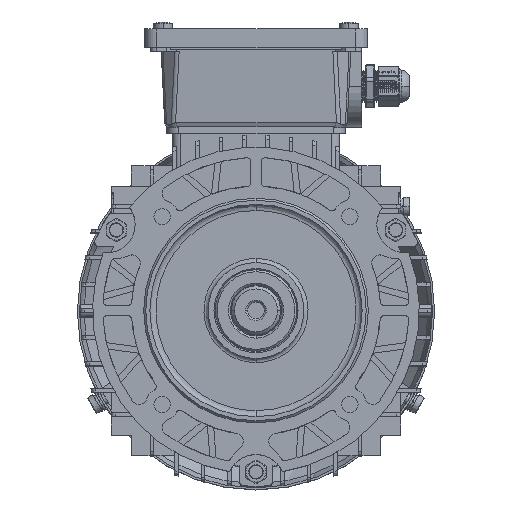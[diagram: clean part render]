
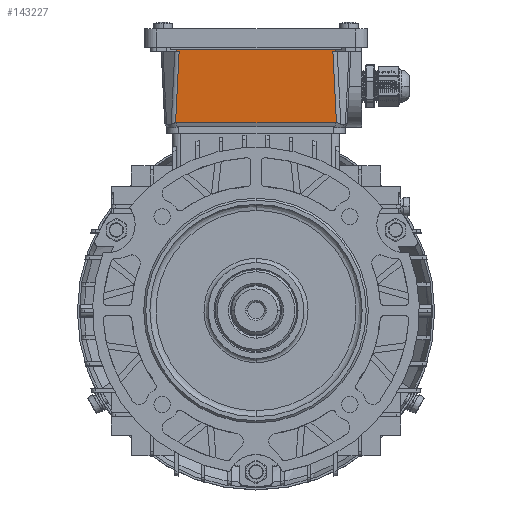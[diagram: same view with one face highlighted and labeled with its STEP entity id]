
A CAD part, top view. The second image highlights one B-rep face of the part: STEP entity #143227.
In plain terms, the highlighted planar face has unit normal (0, -0.05, 0.999).
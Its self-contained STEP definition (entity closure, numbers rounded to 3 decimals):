
#6751 = EDGE_CURVE ( 'NONE', #124674, #318732, #50788, .T. ) ;
#20035 = LINE ( 'NONE', #79410, #257367 ) ;
#23016 = ORIENTED_EDGE ( 'NONE', *, *, #159084, .T. ) ;
#23453 = VERTEX_POINT ( 'NONE', #261348 ) ;
#23578 = EDGE_CURVE ( 'NONE', #205134, #100584, #217935, .T. ) ;
#28001 = CARTESIAN_POINT ( 'NONE',  ( -40.521, 112.913, 126.893 ) ) ;
#28354 = ORIENTED_EDGE ( 'NONE', *, *, #256858, .T. ) ;
#38301 = ORIENTED_EDGE ( 'NONE', *, *, #126281, .T. ) ;
#44749 = CARTESIAN_POINT ( 'NONE',  ( -42.271, 147.911, 128.642 ) ) ;
#48091 = CARTESIAN_POINT ( 'NONE',  ( -14.667, 112.911, 126.892 ) ) ;
#49308 = CARTESIAN_POINT ( 'NONE',  ( -40.521, 112.913, 126.893 ) ) ;
#50788 =( BOUNDED_CURVE ( )  B_SPLINE_CURVE ( 3, ( #202921, #307389, #280457, #153409 ),
 .UNSPECIFIED., .F., .F. ) 
 B_SPLINE_CURVE_WITH_KNOTS ( ( 4, 4 ),
 ( 6.103, 6.12 ),
 .UNSPECIFIED. ) 
 CURVE ( )  GEOMETRIC_REPRESENTATION_ITEM ( )  RATIONAL_B_SPLINE_CURVE ( ( 1., 1., 1., 1. ) ) 
 REPRESENTATION_ITEM ( '' )  );
#52616 = CARTESIAN_POINT ( 'NONE',  ( -40.558, 112.911, 126.892 ) ) ;
#55675 = CARTESIAN_POINT ( 'NONE',  ( -14.667, 147.911, 128.642 ) ) ;
#58597 = CARTESIAN_POINT ( 'NONE',  ( -119.313, 112.913, 126.893 ) ) ;
#61476 = EDGE_CURVE ( 'NONE', #274907, #23453, #198990, .T. ) ;
#65304 = ORIENTED_EDGE ( 'NONE', *, *, #61476, .T. ) ;
#70204 = LINE ( 'NONE', #308760, #223063 ) ;
#71277 = EDGE_CURVE ( 'NONE', #162112, #142626, #20035, .T. ) ;
#75779 = CARTESIAN_POINT ( 'NONE',  ( -115.121, 221.665, 132.33 ) ) ;
#77797 = FACE_OUTER_BOUND ( 'NONE', #142076, .T. ) ;
#79410 = CARTESIAN_POINT ( 'NONE',  ( -14.667, 147.911, 128.642 ) ) ;
#88535 = ORIENTED_EDGE ( 'NONE', *, *, #279575, .F. ) ;
#96563 = ORIENTED_EDGE ( 'NONE', *, *, #23578, .T. ) ;
#97459 = DIRECTION ( 'NONE',  ( -1., 0., 0. ) ) ;
#100584 = VERTEX_POINT ( 'NONE', #214337 ) ;
#101412 = AXIS2_PLACEMENT_3D ( 'NONE', #126451, #226594, #252426 ) ;
#102670 = CARTESIAN_POINT ( 'NONE',  ( -14.667, 148.888, 128.691 ) ) ;
#110296 = CARTESIAN_POINT ( 'NONE',  ( -44.388, 215.172, 132.005 ) ) ;
#124674 = VERTEX_POINT ( 'NONE', #58597 ) ;
#125656 = CARTESIAN_POINT ( 'NONE',  ( -40.595, 112.911, 126.892 ) ) ;
#126281 = EDGE_CURVE ( 'NONE', #296009, #194189, #298588, .T. ) ;
#126451 = CARTESIAN_POINT ( 'NONE',  ( -14.667, 216.655, 132.08 ) ) ;
#128521 = DIRECTION ( 'NONE',  ( 0.05, 0.998, 0.05 ) ) ;
#129520 = VECTOR ( 'NONE', #163438, 1000. ) ;
#133334 = LINE ( 'NONE', #110296, #286241 ) ;
#135051 = CARTESIAN_POINT ( 'NONE',  ( -119.302, 113.128, 126.903 ) ) ;
#142076 = EDGE_LOOP ( 'NONE', ( #88535, #96563, #242112, #294023, #240794, #38301, #28354, #188004, #23016, #65304 ) ) ;
#142626 = VERTEX_POINT ( 'NONE', #238105 ) ;
#143227 = ADVANCED_FACE ( 'NONE', ( #77797 ), #277202, .F. ) ;
#146206 = VECTOR ( 'NONE', #97459, 1000. ) ;
#153409 = CARTESIAN_POINT ( 'NONE',  ( -119.202, 112.911, 126.892 ) ) ;
#155495 = EDGE_CURVE ( 'NONE', #296009, #318732, #258826, .T. ) ;
#159036 = EDGE_CURVE ( 'NONE', #100584, #124674, #278176, .T. ) ;
#159084 = EDGE_CURVE ( 'NONE', #142626, #274907, #133334, .T. ) ;
#162112 = VERTEX_POINT ( 'NONE', #44749 ) ;
#163438 = DIRECTION ( 'NONE',  ( 1., 0., 0. ) ) ;
#179540 = DIRECTION ( 'NONE',  ( -0.05, 0.998, 0.05 ) ) ;
#180571 = CARTESIAN_POINT ( 'NONE',  ( -41.074, 148.888, 128.691 ) ) ;
#181668 = DIRECTION ( 'NONE',  ( 1., 0., 0. ) ) ;
#188004 = ORIENTED_EDGE ( 'NONE', *, *, #71277, .T. ) ;
#188979 = DIRECTION ( 'NONE',  ( -0.05, 0.998, 0.05 ) ) ;
#194189 = VERTEX_POINT ( 'NONE', #28001 ) ;
#198990 = LINE ( 'NONE', #102670, #283466 ) ;
#202921 = CARTESIAN_POINT ( 'NONE',  ( -119.313, 112.913, 126.893 ) ) ;
#205134 = VERTEX_POINT ( 'NONE', #260227 ) ;
#207602 = CARTESIAN_POINT ( 'NONE',  ( -40.631, 112.911, 126.892 ) ) ;
#213766 = DIRECTION ( 'NONE',  ( -0.05, -0.998, -0.05 ) ) ;
#214337 = CARTESIAN_POINT ( 'NONE',  ( -117.563, 147.911, 128.642 ) ) ;
#217935 = LINE ( 'NONE', #55675, #129520 ) ;
#223063 = VECTOR ( 'NONE', #179540, 1000. ) ;
#226594 = DIRECTION ( 'NONE',  ( 0., 0.05, -0.999 ) ) ;
#231476 = CARTESIAN_POINT ( 'NONE',  ( -119.202, 112.911, 126.892 ) ) ;
#238105 = CARTESIAN_POINT ( 'NONE',  ( -41.025, 147.911, 128.642 ) ) ;
#238808 = VECTOR ( 'NONE', #128521, 1000. ) ;
#240794 = ORIENTED_EDGE ( 'NONE', *, *, #155495, .F. ) ;
#242112 = ORIENTED_EDGE ( 'NONE', *, *, #159036, .T. ) ;
#252426 = DIRECTION ( 'NONE',  ( 0., -0.999, -0.05 ) ) ;
#253975 = VECTOR ( 'NONE', #213766, 1000. ) ;
#256052 = CARTESIAN_POINT ( 'NONE',  ( -40.631, 112.911, 126.892 ) ) ;
#256858 = EDGE_CURVE ( 'NONE', #194189, #162112, #70204, .T. ) ;
#257367 = VECTOR ( 'NONE', #181668, 1000. ) ;
#258826 = LINE ( 'NONE', #48091, #146206 ) ;
#260227 = CARTESIAN_POINT ( 'NONE',  ( -118.809, 147.911, 128.642 ) ) ;
#261348 = CARTESIAN_POINT ( 'NONE',  ( -118.76, 148.888, 128.691 ) ) ;
#274907 = VERTEX_POINT ( 'NONE', #180571 ) ;
#277202 = PLANE ( 'NONE',  #101412 ) ;
#278176 = LINE ( 'NONE', #135051, #253975 ) ;
#279575 = EDGE_CURVE ( 'NONE', #205134, #23453, #307100, .T. ) ;
#280457 = CARTESIAN_POINT ( 'NONE',  ( -119.239, 112.911, 126.892 ) ) ;
#283466 = VECTOR ( 'NONE', #311723, 1000. ) ;
#286241 = VECTOR ( 'NONE', #188979, 1000. ) ;
#294023 = ORIENTED_EDGE ( 'NONE', *, *, #6751, .T. ) ;
#296009 = VERTEX_POINT ( 'NONE', #207602 ) ;
#298588 =( BOUNDED_CURVE ( )  B_SPLINE_CURVE ( 3, ( #256052, #125656, #52616, #49308 ),
 .UNSPECIFIED., .F., .F. ) 
 B_SPLINE_CURVE_WITH_KNOTS ( ( 4, 4 ),
 ( 3.305, 3.321 ),
 .UNSPECIFIED. ) 
 CURVE ( )  GEOMETRIC_REPRESENTATION_ITEM ( )  RATIONAL_B_SPLINE_CURVE ( ( 1., 1., 1., 1. ) ) 
 REPRESENTATION_ITEM ( '' )  );
#307100 = LINE ( 'NONE', #75779, #238808 ) ;
#307389 = CARTESIAN_POINT ( 'NONE',  ( -119.276, 112.911, 126.892 ) ) ;
#308760 = CARTESIAN_POINT ( 'NONE',  ( -45.631, 215.11, 132.002 ) ) ;
#311723 = DIRECTION ( 'NONE',  ( -1., 0., 0. ) ) ;
#318732 = VERTEX_POINT ( 'NONE', #231476 ) ;
